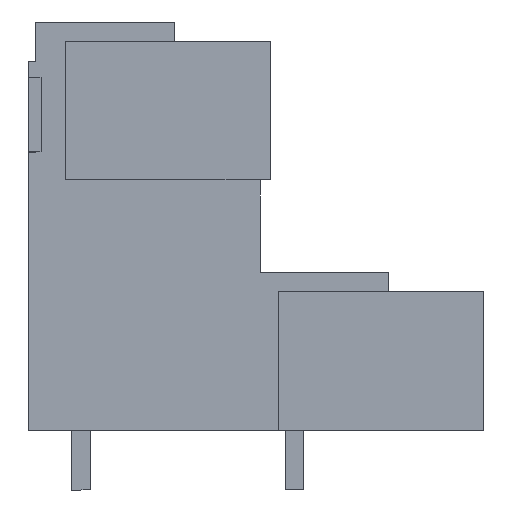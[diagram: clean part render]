
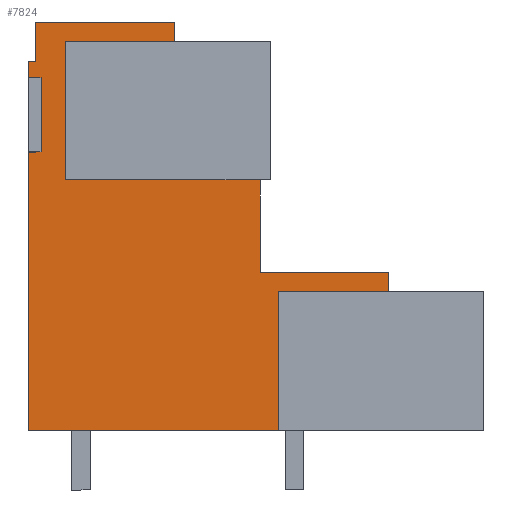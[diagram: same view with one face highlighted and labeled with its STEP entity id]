
A CAD part, left-side view. The second image highlights one B-rep face of the part: STEP entity #7824.
In plain terms, the highlighted planar face has unit normal (-1, 0, 0).
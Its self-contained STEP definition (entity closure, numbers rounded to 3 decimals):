
#7785=AXIS2_PLACEMENT_3D('Plane Axis2P3D',#7782,#7783,#7784) ;
#209=CARTESIAN_POINT('Line Origine',(3.45,22.55,20.438)) ;
#213=CARTESIAN_POINT('Vertex',(3.45,22.55,24.175)) ;
#215=CARTESIAN_POINT('Vertex',(3.45,22.55,16.7)) ;
#622=CARTESIAN_POINT('Vertex',(3.45,12.05,16.7)) ;
#630=CARTESIAN_POINT('Line Origine',(3.45,17.3,16.7)) ;
#1223=CARTESIAN_POINT('Vertex',(3.45,16.65,24.175)) ;
#1226=CARTESIAN_POINT('Line Origine',(3.45,19.6,24.175)) ;
#3663=CARTESIAN_POINT('Line Origine',(3.45,23.85,20.2)) ;
#3667=CARTESIAN_POINT('Vertex',(3.45,23.85,22.2)) ;
#3669=CARTESIAN_POINT('Vertex',(3.45,23.85,18.2)) ;
#3743=CARTESIAN_POINT('Vertex',(3.45,24.15,25.2)) ;
#3759=CARTESIAN_POINT('Vertex',(3.45,24.15,23.09)) ;
#3762=CARTESIAN_POINT('Line Origine',(3.45,24.15,24.145)) ;
#3870=CARTESIAN_POINT('Vertex',(3.45,24.55,18.2)) ;
#3873=CARTESIAN_POINT('Line Origine',(3.45,24.2,18.2)) ;
#3914=CARTESIAN_POINT('Line Origine',(3.45,24.2,22.2)) ;
#3918=CARTESIAN_POINT('Vertex',(3.45,24.55,22.2)) ;
#4518=CARTESIAN_POINT('Vertex',(3.45,5.15,10.7)) ;
#4521=CARTESIAN_POINT('Line Origine',(3.45,8.1,10.7)) ;
#4525=CARTESIAN_POINT('Vertex',(3.45,11.05,10.7)) ;
#4808=CARTESIAN_POINT('Vertex',(3.45,5.15,11.7)) ;
#4811=CARTESIAN_POINT('Line Origine',(3.45,5.15,11.2)) ;
#4839=CARTESIAN_POINT('Vertex',(3.45,12.05,11.7)) ;
#4842=CARTESIAN_POINT('Line Origine',(3.45,8.6,11.7)) ;
#4885=CARTESIAN_POINT('Line Origine',(3.45,12.05,14.2)) ;
#4941=CARTESIAN_POINT('Vertex',(3.45,16.65,25.2)) ;
#4944=CARTESIAN_POINT('Line Origine',(3.45,16.65,24.688)) ;
#5922=CARTESIAN_POINT('Line Origine',(3.45,20.4,25.2)) ;
#6331=CARTESIAN_POINT('Line Origine',(3.45,24.35,23.09)) ;
#6335=CARTESIAN_POINT('Vertex',(3.45,24.55,23.09)) ;
#7435=CARTESIAN_POINT('Line Origine',(3.45,11.05,6.95)) ;
#7439=CARTESIAN_POINT('Vertex',(3.45,11.05,3.2)) ;
#7782=CARTESIAN_POINT('Axis2P3D Location',(3.45,24.15,3.2)) ;
#7787=CARTESIAN_POINT('Line Origine',(3.45,24.55,10.7)) ;
#7791=CARTESIAN_POINT('Vertex',(3.45,24.55,3.2)) ;
#7794=CARTESIAN_POINT('Line Origine',(3.45,17.8,3.2)) ;
#7799=CARTESIAN_POINT('Line Origine',(3.45,24.55,22.645)) ;
#210=DIRECTION('Vector Direction',(0.,0.,-1.)) ;
#631=DIRECTION('Vector Direction',(0.,1.,0.)) ;
#1227=DIRECTION('Vector Direction',(0.,1.,0.)) ;
#3664=DIRECTION('Vector Direction',(0.,0.,-1.)) ;
#3763=DIRECTION('Vector Direction',(0.,0.,1.)) ;
#3874=DIRECTION('Vector Direction',(0.,-1.,0.)) ;
#3915=DIRECTION('Vector Direction',(0.,-1.,0.)) ;
#4522=DIRECTION('Vector Direction',(0.,1.,0.)) ;
#4812=DIRECTION('Vector Direction',(0.,0.,1.)) ;
#4843=DIRECTION('Vector Direction',(0.,1.,0.)) ;
#4886=DIRECTION('Vector Direction',(0.,0.,1.)) ;
#4945=DIRECTION('Vector Direction',(0.,0.,1.)) ;
#5923=DIRECTION('Vector Direction',(0.,1.,0.)) ;
#6332=DIRECTION('Vector Direction',(0.,1.,0.)) ;
#7436=DIRECTION('Vector Direction',(0.,0.,-1.)) ;
#7783=DIRECTION('Axis2P3D Direction',(-1.,0.,0.)) ;
#7784=DIRECTION('Axis2P3D XDirection',(0.,1.,0.)) ;
#7788=DIRECTION('Vector Direction',(0.,0.,-1.)) ;
#7795=DIRECTION('Vector Direction',(0.,-1.,0.)) ;
#7800=DIRECTION('Vector Direction',(0.,0.,-1.)) ;
#211=VECTOR('Line Direction',#210,1.) ;
#632=VECTOR('Line Direction',#631,1.) ;
#1228=VECTOR('Line Direction',#1227,1.) ;
#3665=VECTOR('Line Direction',#3664,1.) ;
#3764=VECTOR('Line Direction',#3763,1.) ;
#3875=VECTOR('Line Direction',#3874,1.) ;
#3916=VECTOR('Line Direction',#3915,1.) ;
#4523=VECTOR('Line Direction',#4522,1.) ;
#4813=VECTOR('Line Direction',#4812,1.) ;
#4844=VECTOR('Line Direction',#4843,1.) ;
#4887=VECTOR('Line Direction',#4886,1.) ;
#4946=VECTOR('Line Direction',#4945,1.) ;
#5924=VECTOR('Line Direction',#5923,1.) ;
#6333=VECTOR('Line Direction',#6332,1.) ;
#7437=VECTOR('Line Direction',#7436,1.) ;
#7789=VECTOR('Line Direction',#7788,1.) ;
#7796=VECTOR('Line Direction',#7795,1.) ;
#7801=VECTOR('Line Direction',#7800,1.) ;
#7805=ORIENTED_EDGE('',*,*,#7793,.T.) ;
#7806=ORIENTED_EDGE('',*,*,#7798,.T.) ;
#7807=ORIENTED_EDGE('',*,*,#7441,.F.) ;
#7808=ORIENTED_EDGE('',*,*,#4527,.F.) ;
#7809=ORIENTED_EDGE('',*,*,#4815,.T.) ;
#7810=ORIENTED_EDGE('',*,*,#4846,.T.) ;
#7811=ORIENTED_EDGE('',*,*,#4889,.T.) ;
#7812=ORIENTED_EDGE('',*,*,#634,.T.) ;
#7813=ORIENTED_EDGE('',*,*,#217,.F.) ;
#7814=ORIENTED_EDGE('',*,*,#1230,.F.) ;
#7815=ORIENTED_EDGE('',*,*,#4948,.T.) ;
#7816=ORIENTED_EDGE('',*,*,#5926,.T.) ;
#7817=ORIENTED_EDGE('',*,*,#3766,.T.) ;
#7818=ORIENTED_EDGE('',*,*,#6337,.T.) ;
#7819=ORIENTED_EDGE('',*,*,#7803,.T.) ;
#7820=ORIENTED_EDGE('',*,*,#3920,.T.) ;
#7821=ORIENTED_EDGE('',*,*,#3671,.T.) ;
#7822=ORIENTED_EDGE('',*,*,#3877,.F.) ;
#7824=ADVANCED_FACE('HOUSING',(#7823),#7786,.T.) ;
#217=EDGE_CURVE('',#214,#216,#212,.T.) ;
#634=EDGE_CURVE('',#623,#216,#633,.T.) ;
#1230=EDGE_CURVE('',#1224,#214,#1229,.T.) ;
#3671=EDGE_CURVE('',#3668,#3670,#3666,.T.) ;
#3766=EDGE_CURVE('',#3744,#3760,#3765,.F.) ;
#3877=EDGE_CURVE('',#3871,#3670,#3876,.T.) ;
#3920=EDGE_CURVE('',#3919,#3668,#3917,.T.) ;
#4527=EDGE_CURVE('',#4519,#4526,#4524,.T.) ;
#4815=EDGE_CURVE('',#4519,#4809,#4814,.T.) ;
#4846=EDGE_CURVE('',#4809,#4840,#4845,.T.) ;
#4889=EDGE_CURVE('',#4840,#623,#4888,.T.) ;
#4948=EDGE_CURVE('',#1224,#4942,#4947,.T.) ;
#5926=EDGE_CURVE('',#4942,#3744,#5925,.T.) ;
#6337=EDGE_CURVE('',#3760,#6336,#6334,.T.) ;
#7441=EDGE_CURVE('',#4526,#7440,#7438,.T.) ;
#7793=EDGE_CURVE('',#3871,#7792,#7790,.T.) ;
#7798=EDGE_CURVE('',#7792,#7440,#7797,.T.) ;
#7803=EDGE_CURVE('',#6336,#3919,#7802,.T.) ;
#7804=EDGE_LOOP('',(#7805,#7806,#7807,#7808,#7809,#7810,#7811,#7812,#7813,#7814,#7815,#7816,#7817,#7818,#7819,#7820,#7821,#7822)) ;
#7823=FACE_OUTER_BOUND('',#7804,.T.) ;
#212=LINE('Line',#209,#211) ;
#633=LINE('Line',#630,#632) ;
#1229=LINE('Line',#1226,#1228) ;
#3666=LINE('Line',#3663,#3665) ;
#3765=LINE('Line',#3762,#3764) ;
#3876=LINE('Line',#3873,#3875) ;
#3917=LINE('Line',#3914,#3916) ;
#4524=LINE('Line',#4521,#4523) ;
#4814=LINE('Line',#4811,#4813) ;
#4845=LINE('Line',#4842,#4844) ;
#4888=LINE('Line',#4885,#4887) ;
#4947=LINE('Line',#4944,#4946) ;
#5925=LINE('Line',#5922,#5924) ;
#6334=LINE('Line',#6331,#6333) ;
#7438=LINE('Line',#7435,#7437) ;
#7790=LINE('Line',#7787,#7789) ;
#7797=LINE('Line',#7794,#7796) ;
#7802=LINE('Line',#7799,#7801) ;
#7786=PLANE('',#7785) ;
#214=VERTEX_POINT('',#213) ;
#216=VERTEX_POINT('',#215) ;
#623=VERTEX_POINT('',#622) ;
#1224=VERTEX_POINT('',#1223) ;
#3668=VERTEX_POINT('',#3667) ;
#3670=VERTEX_POINT('',#3669) ;
#3744=VERTEX_POINT('',#3743) ;
#3760=VERTEX_POINT('',#3759) ;
#3871=VERTEX_POINT('',#3870) ;
#3919=VERTEX_POINT('',#3918) ;
#4519=VERTEX_POINT('',#4518) ;
#4526=VERTEX_POINT('',#4525) ;
#4809=VERTEX_POINT('',#4808) ;
#4840=VERTEX_POINT('',#4839) ;
#4942=VERTEX_POINT('',#4941) ;
#6336=VERTEX_POINT('',#6335) ;
#7440=VERTEX_POINT('',#7439) ;
#7792=VERTEX_POINT('',#7791) ;
